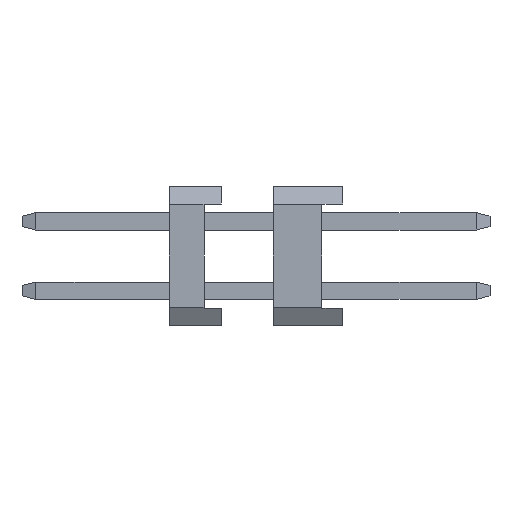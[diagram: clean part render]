
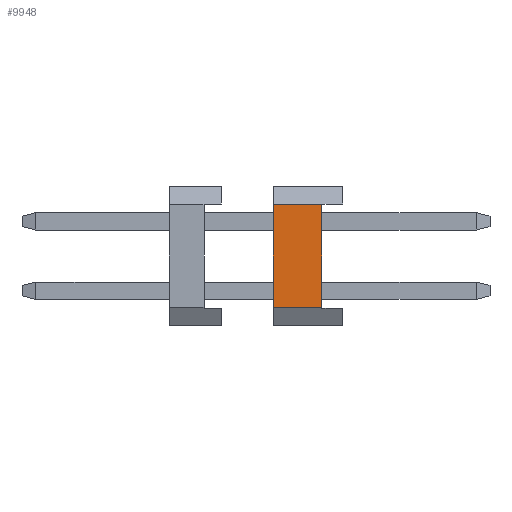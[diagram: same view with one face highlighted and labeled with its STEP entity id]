
A CAD part, left-side view. The second image highlights one B-rep face of the part: STEP entity #9948.
In plain terms, the highlighted planar face has unit normal (-1, 0, 0).
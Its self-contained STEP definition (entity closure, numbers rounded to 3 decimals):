
#2481=DIRECTION('',(0.,1.,0.));
#2482=VECTOR('',#2481,1.4);
#2483=CARTESIAN_POINT('',(-9.,0.6,-1.48));
#2484=LINE('',#2483,#2482);
#2485=DIRECTION('',(0.,0.,1.));
#2486=VECTOR('',#2485,2.961);
#2487=CARTESIAN_POINT('',(-9.,2.,-1.48));
#2488=LINE('',#2487,#2486);
#2489=DIRECTION('',(0.,1.,0.));
#2490=VECTOR('',#2489,1.4);
#2491=CARTESIAN_POINT('',(-9.,0.6,1.48));
#2492=LINE('',#2491,#2490);
#2493=DIRECTION('',(0.,0.,1.));
#2494=VECTOR('',#2493,2.961);
#2495=CARTESIAN_POINT('',(-9.,0.6,-1.48));
#2496=LINE('',#2495,#2494);
#7041=CARTESIAN_POINT('',(-9.,0.6,-1.48));
#7042=CARTESIAN_POINT('',(-9.,2.,-1.48));
#7043=VERTEX_POINT('',#7041);
#7044=VERTEX_POINT('',#7042);
#7047=CARTESIAN_POINT('',(-9.,0.6,1.48));
#7048=CARTESIAN_POINT('',(-9.,2.,1.48));
#7049=VERTEX_POINT('',#7047);
#7050=VERTEX_POINT('',#7048);
#9936=CARTESIAN_POINT('',(-9.,0.,-2.));
#9937=DIRECTION('',(-1.,0.,0.));
#9938=DIRECTION('',(0.,0.,1.));
#9939=AXIS2_PLACEMENT_3D('',#9936,#9937,#9938);
#9940=PLANE('',#9939);
#9941=ORIENTED_EDGE('',*,*,#8913,.T.);
#9942=ORIENTED_EDGE('',*,*,#9042,.T.);
#9944=ORIENTED_EDGE('',*,*,#9943,.F.);
#9945=ORIENTED_EDGE('',*,*,#8622,.F.);
#9946=EDGE_LOOP('',(#9941,#9942,#9944,#9945));
#9947=FACE_OUTER_BOUND('',#9946,.F.);
#8622=EDGE_CURVE('',#7043,#7049,#2496,.T.);
#8913=EDGE_CURVE('',#7043,#7044,#2484,.T.);
#9042=EDGE_CURVE('',#7044,#7050,#2488,.T.);
#9943=EDGE_CURVE('',#7049,#7050,#2492,.T.);
#9948=ADVANCED_FACE('',(#9947),#9940,.T.);
